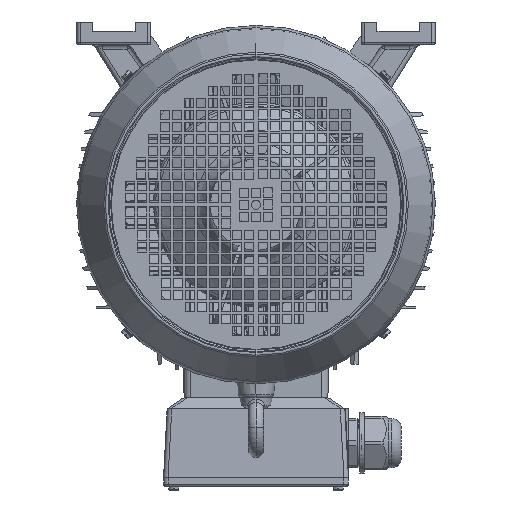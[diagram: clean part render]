
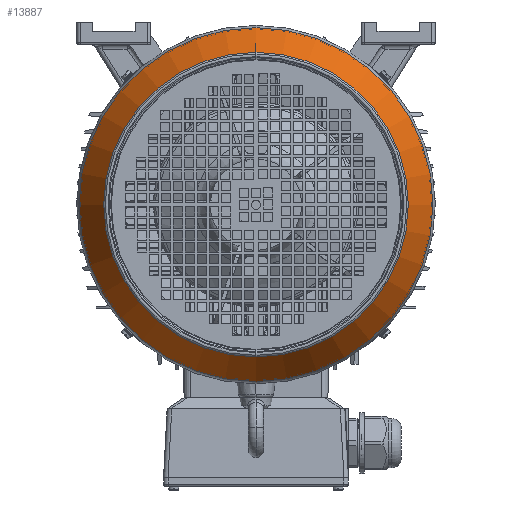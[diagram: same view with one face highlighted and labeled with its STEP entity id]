
A CAD part, left-side view. The second image highlights one B-rep face of the part: STEP entity #13887.
In plain terms, the highlighted conical face has half-angle 30 degrees and reference radius 144.197 mm.
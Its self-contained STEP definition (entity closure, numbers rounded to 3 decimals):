
#2661=CONICAL_SURFACE('',#88914,144.197,30.);
#6622=CIRCLE('',#88907,154.99);
#6625=CIRCLE('',#88912,133.405);
#6626=CIRCLE('',#88913,133.405);
#13887=ADVANCED_FACE('',(#18674,#18675),#2661,.T.);
#18674=FACE_BOUND('',#22881,.T.);
#18675=FACE_BOUND('',#22882,.T.);
#22881=EDGE_LOOP('',(#54898));
#22882=EDGE_LOOP('',(#54899,#54900));
#54898=ORIENTED_EDGE('',*,*,#78593,.F.);
#54899=ORIENTED_EDGE('',*,*,#78596,.T.);
#54900=ORIENTED_EDGE('',*,*,#78597,.T.);
#68438=VERTEX_POINT('',#146917);
#68441=VERTEX_POINT('',#146925);
#68442=VERTEX_POINT('',#146926);
#78593=EDGE_CURVE('',#68438,#68438,#6622,.T.);
#78596=EDGE_CURVE('',#68441,#68442,#6625,.T.);
#78597=EDGE_CURVE('',#68442,#68441,#6626,.T.);
#88907=AXIS2_PLACEMENT_3D('',#146916,#104739,#104740);
#88912=AXIS2_PLACEMENT_3D('',#146924,#104749,#104750);
#88913=AXIS2_PLACEMENT_3D('',#146927,#104751,#104752);
#88914=AXIS2_PLACEMENT_3D('',#146928,#104753,#104754);
#104739=DIRECTION('',(1.,0.,0.));
#104740=DIRECTION('',(0.,0.,-1.));
#104749=DIRECTION('',(1.,0.,0.));
#104750=DIRECTION('',(0.,0.,-1.));
#104751=DIRECTION('',(1.,0.,0.));
#104752=DIRECTION('',(0.,0.,-1.));
#104753=DIRECTION('',(1.,0.,0.));
#104754=DIRECTION('',(0.,0.,1.));
#146916=CARTESIAN_POINT('',(-155.046,166.457,-166.457));
#146917=CARTESIAN_POINT('',(-155.046,166.457,-321.448));
#146924=CARTESIAN_POINT('',(-192.433,166.457,-166.457));
#146925=CARTESIAN_POINT('',(-192.433,166.457,-299.862));
#146926=CARTESIAN_POINT('',(-192.433,166.457,-33.053));
#146927=CARTESIAN_POINT('',(-192.433,166.457,-166.457));
#146928=CARTESIAN_POINT('',(-173.739,166.457,-166.457));
